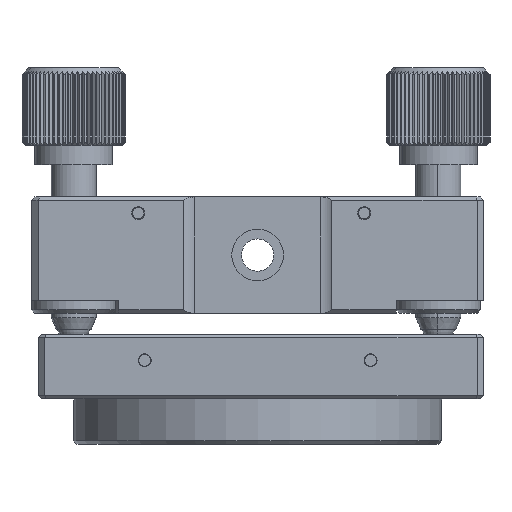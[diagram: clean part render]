
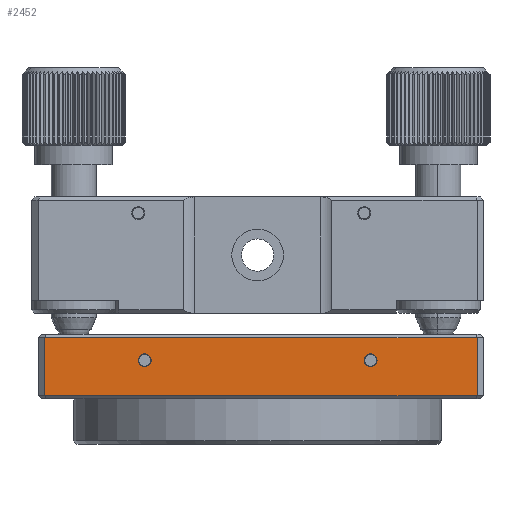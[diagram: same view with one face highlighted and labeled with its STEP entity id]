
A CAD part, front view. The second image highlights one B-rep face of the part: STEP entity #2452.
In plain terms, the highlighted planar face has unit normal (0, -1, 0).
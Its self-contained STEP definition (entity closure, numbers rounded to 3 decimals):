
#771 = CARTESIAN_POINT ( 'NONE',  ( -29.893, -31.717, 54.7 ) ) ;
#993 = EDGE_LOOP ( 'NONE', ( #11326, #9296 ) ) ;
#1827 = ORIENTED_EDGE ( 'NONE', *, *, #33478, .T. ) ;
#1993 = EDGE_CURVE ( 'NONE', #16038, #18416, #23757, .T. ) ;
#2135 = DIRECTION ( 'NONE',  ( 1., 0., 0. ) ) ;
#2154 = CIRCLE ( 'NONE', #25223, 1. ) ;
#2199 = CARTESIAN_POINT ( 'NONE',  ( -45.393, -31.717, 57.7 ) ) ;
#2452 = ADVANCED_FACE ( 'NONE', ( #27437, #25409, #3416 ), #20509, .F. ) ;
#2808 = LINE ( 'NONE', #14915, #30566 ) ;
#2927 = CARTESIAN_POINT ( 'NONE',  ( 21.607, -31.717, 57.7 ) ) ;
#2974 = DIRECTION ( 'NONE',  ( 0., 0., -1. ) ) ;
#3416 = FACE_OUTER_BOUND ( 'NONE', #13168, .T. ) ;
#3784 = CARTESIAN_POINT ( 'NONE',  ( 5.107, -31.717, 53.7 ) ) ;
#4295 = VECTOR ( 'NONE', #15669, 1000. ) ;
#4641 = DIRECTION ( 'NONE',  ( 0., -1., 0. ) ) ;
#4817 = CARTESIAN_POINT ( 'NONE',  ( 5.107, -31.717, 53.7 ) ) ;
#5096 = DIRECTION ( 'NONE',  ( 0., 1., 0. ) ) ;
#5958 = CIRCLE ( 'NONE', #20682, 1. ) ;
#6450 = DIRECTION ( 'NONE',  ( 0., -1., 0. ) ) ;
#6918 = VERTEX_POINT ( 'NONE', #771 ) ;
#7060 = CARTESIAN_POINT ( 'NONE',  ( -29.893, -31.717, 53.7 ) ) ;
#8832 = CARTESIAN_POINT ( 'NONE',  ( -29.893, -31.717, 52.7 ) ) ;
#9296 = ORIENTED_EDGE ( 'NONE', *, *, #23566, .F. ) ;
#10136 = DIRECTION ( 'NONE',  ( 0., -1., 0. ) ) ;
#11326 = ORIENTED_EDGE ( 'NONE', *, *, #22825, .F. ) ;
#11761 = AXIS2_PLACEMENT_3D ( 'NONE', #19333, #21758, #2974 ) ;
#12039 = CARTESIAN_POINT ( 'NONE',  ( -45.393, -31.717, 57.2 ) ) ;
#12340 = DIRECTION ( 'NONE',  ( 0., 0., -1. ) ) ;
#12757 = DIRECTION ( 'NONE',  ( 0., 0., -1. ) ) ;
#13168 = EDGE_LOOP ( 'NONE', ( #17246, #27920, #1827, #17124 ) ) ;
#14915 = CARTESIAN_POINT ( 'NONE',  ( -46.393, -31.717, 57.2 ) ) ;
#15665 = VERTEX_POINT ( 'NONE', #29069 ) ;
#15669 = DIRECTION ( 'NONE',  ( 0., 0., 1. ) ) ;
#16032 = CARTESIAN_POINT ( 'NONE',  ( 21.607, -31.717, 48.2 ) ) ;
#16038 = VERTEX_POINT ( 'NONE', #16032 ) ;
#16304 = VERTEX_POINT ( 'NONE', #17188 ) ;
#16535 = AXIS2_PLACEMENT_3D ( 'NONE', #18193, #5096, #20616 ) ;
#17124 = ORIENTED_EDGE ( 'NONE', *, *, #19218, .T. ) ;
#17188 = CARTESIAN_POINT ( 'NONE',  ( 5.107, -31.717, 52.7 ) ) ;
#17246 = ORIENTED_EDGE ( 'NONE', *, *, #1993, .T. ) ;
#18193 = CARTESIAN_POINT ( 'NONE',  ( -46.393, -31.717, 57.7 ) ) ;
#18416 = VERTEX_POINT ( 'NONE', #19597 ) ;
#19218 = EDGE_CURVE ( 'NONE', #15665, #16038, #30053, .T. ) ;
#19333 = CARTESIAN_POINT ( 'NONE',  ( -29.893, -31.717, 53.7 ) ) ;
#19597 = CARTESIAN_POINT ( 'NONE',  ( 21.607, -31.717, 57.2 ) ) ;
#20509 = PLANE ( 'NONE',  #16535 ) ;
#20565 = CIRCLE ( 'NONE', #11761, 1. ) ;
#20616 = DIRECTION ( 'NONE',  ( 0., 0., 1. ) ) ;
#20676 = CARTESIAN_POINT ( 'NONE',  ( 21.607, -31.717, 48.2 ) ) ;
#20682 = AXIS2_PLACEMENT_3D ( 'NONE', #3784, #6450, #12340 ) ;
#21033 = EDGE_CURVE ( 'NONE', #32304, #16304, #2154, .T. ) ;
#21758 = DIRECTION ( 'NONE',  ( 0., -1., 0. ) ) ;
#22679 = VECTOR ( 'NONE', #12757, 1000. ) ;
#22825 = EDGE_CURVE ( 'NONE', #34046, #6918, #34306, .T. ) ;
#23566 = EDGE_CURVE ( 'NONE', #6918, #34046, #20565, .T. ) ;
#23757 = LINE ( 'NONE', #2927, #4295 ) ;
#25094 = AXIS2_PLACEMENT_3D ( 'NONE', #7060, #4641, #34055 ) ;
#25223 = AXIS2_PLACEMENT_3D ( 'NONE', #4817, #10136, #29140 ) ;
#25409 = FACE_BOUND ( 'NONE', #993, .T. ) ;
#26654 = EDGE_CURVE ( 'NONE', #16304, #32304, #5958, .T. ) ;
#26807 = LINE ( 'NONE', #2199, #22679 ) ;
#27084 = ORIENTED_EDGE ( 'NONE', *, *, #21033, .F. ) ;
#27190 = EDGE_LOOP ( 'NONE', ( #30118, #27084 ) ) ;
#27437 = FACE_BOUND ( 'NONE', #27190, .T. ) ;
#27891 = DIRECTION ( 'NONE',  ( -1., 0., 0. ) ) ;
#27920 = ORIENTED_EDGE ( 'NONE', *, *, #32767, .T. ) ;
#29069 = CARTESIAN_POINT ( 'NONE',  ( -45.393, -31.717, 48.2 ) ) ;
#29140 = DIRECTION ( 'NONE',  ( 0., 0., -1. ) ) ;
#30053 = LINE ( 'NONE', #20676, #30479 ) ;
#30118 = ORIENTED_EDGE ( 'NONE', *, *, #26654, .F. ) ;
#30479 = VECTOR ( 'NONE', #2135, 1000. ) ;
#30566 = VECTOR ( 'NONE', #27891, 1000. ) ;
#32304 = VERTEX_POINT ( 'NONE', #32404 ) ;
#32404 = CARTESIAN_POINT ( 'NONE',  ( 5.107, -31.717, 54.7 ) ) ;
#32767 = EDGE_CURVE ( 'NONE', #18416, #33805, #2808, .T. ) ;
#33478 = EDGE_CURVE ( 'NONE', #33805, #15665, #26807, .T. ) ;
#33805 = VERTEX_POINT ( 'NONE', #12039 ) ;
#34046 = VERTEX_POINT ( 'NONE', #8832 ) ;
#34055 = DIRECTION ( 'NONE',  ( 0., 0., -1. ) ) ;
#34306 = CIRCLE ( 'NONE', #25094, 1. ) ;
